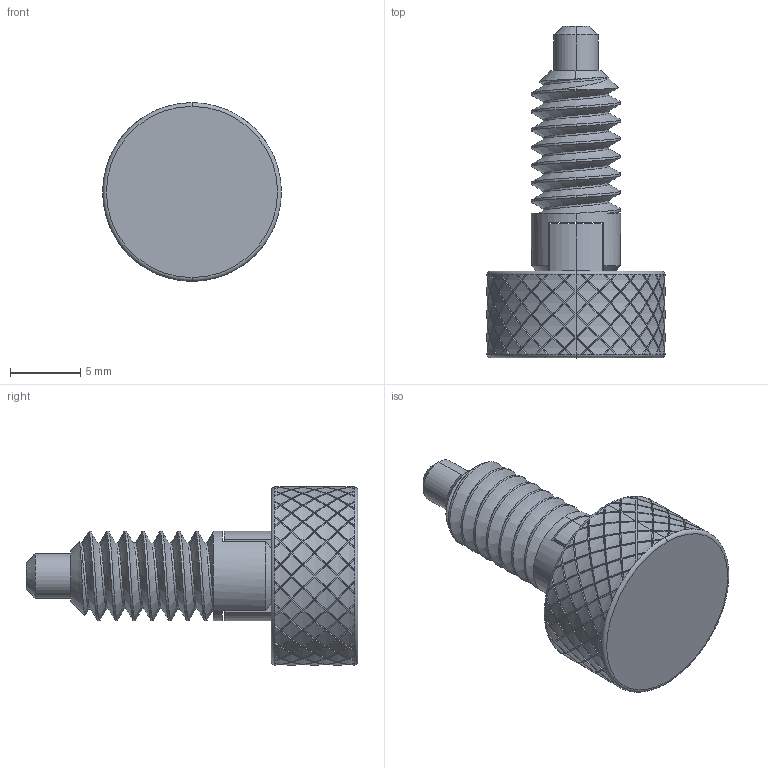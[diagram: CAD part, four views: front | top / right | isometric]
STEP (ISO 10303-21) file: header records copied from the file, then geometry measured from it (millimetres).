
FILE_DESCRIPTION (( 'STEP AP203' ), '1' );
FILE_NAME ('84915A21.step', '2012-09-06T18:47:59', ( 'jim' ), ( '' ), 'SwSTEP 2.0', 'SolidWorks 2009', '' );
FILE_SCHEMA (( 'CONFIG_CONTROL_DESIGN' ));
Products named in the file (1): 84915A21
Bounding box: 12.7 x 23.62 x 12.7 mm (x, y, z)
Volume: 1098.1 mm3; surface area: 1288.9 mm2
Topology: 4 solids, 4 shells, 1139 faces, 2826 edges, 1812 vertices
Faces by surface type: plane 880, cylinder 245, cone 7, torus 4, bspline 3
Entity records: 35990 total; most frequent: CARTESIAN_POINT 13332, ORIENTED_EDGE 5652, DIRECTION 3850, EDGE_CURVE 2826, VERTEX_POINT 1812, AXIS2_PLACEMENT_3D 1467, EDGE_LOOP 1256, ADVANCED_FACE 1139
